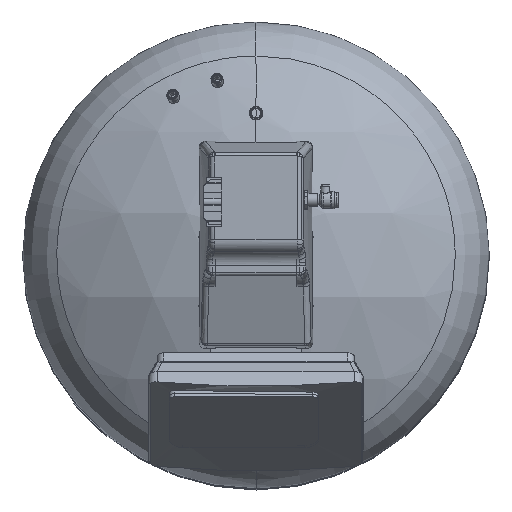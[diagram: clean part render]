
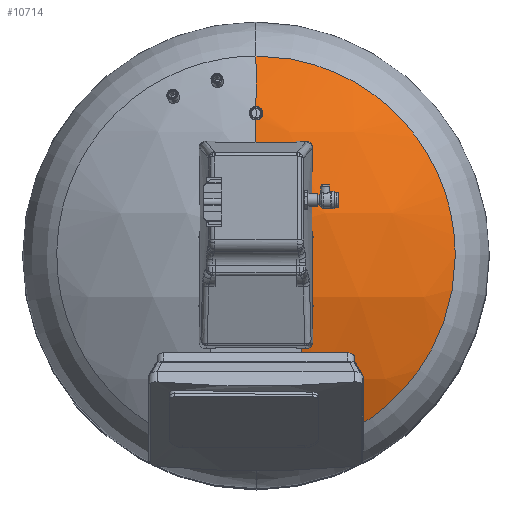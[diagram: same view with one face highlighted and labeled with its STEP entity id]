
A CAD part, top view. The second image highlights one B-rep face of the part: STEP entity #10714.
In plain terms, the highlighted spherical face has radius 594 mm.
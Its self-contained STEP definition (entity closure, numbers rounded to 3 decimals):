
#10327=AXIS2_PLACEMENT_3D('Circle Axis2P3D',#10325,#10326,$) ;
#10334=AXIS2_PLACEMENT_3D('Circle Axis2P3D',#10332,#10333,$) ;
#10660=AXIS2_PLACEMENT_3D('Sphere Axis2P3D',#10657,#10658,#10659) ;
#10201=CARTESIAN_POINT('Vertex',(0.,235.65,1636.257)) ;
#10245=CARTESIAN_POINT('Vertex',(0.,214.35,1644.977)) ;
#10269=CARTESIAN_POINT('Control Point',(0.,214.35,1644.977)) ;
#10270=CARTESIAN_POINT('Control Point',(2.037,214.35,1644.977)) ;
#10271=CARTESIAN_POINT('Control Point',(4.164,214.874,1644.764)) ;
#10272=CARTESIAN_POINT('Control Point',(6.009,215.992,1644.31)) ;
#10273=CARTESIAN_POINT('Control Point',(7.416,217.357,1643.754)) ;
#10274=CARTESIAN_POINT('Vertex',(7.416,217.357,1643.754)) ;
#10278=CARTESIAN_POINT('Control Point',(7.416,217.357,1643.754)) ;
#10279=CARTESIAN_POINT('Control Point',(8.642,218.546,1643.27)) ;
#10280=CARTESIAN_POINT('Control Point',(9.652,220.006,1642.675)) ;
#10281=CARTESIAN_POINT('Control Point',(10.33,221.642,1642.008)) ;
#10282=CARTESIAN_POINT('Control Point',(10.65,223.357,1641.307)) ;
#10283=CARTESIAN_POINT('Control Point',(10.65,225.,1640.634)) ;
#10284=CARTESIAN_POINT('Vertex',(10.65,225.,1640.634)) ;
#10288=CARTESIAN_POINT('Control Point',(10.65,225.,1640.634)) ;
#10289=CARTESIAN_POINT('Control Point',(10.65,227.054,1639.793)) ;
#10290=CARTESIAN_POINT('Control Point',(10.12,229.223,1638.904)) ;
#10291=CARTESIAN_POINT('Control Point',(8.946,231.16,1638.107)) ;
#10292=CARTESIAN_POINT('Control Point',(7.414,232.645,1637.495)) ;
#10293=CARTESIAN_POINT('Vertex',(7.414,232.645,1637.495)) ;
#10297=CARTESIAN_POINT('Control Point',(7.414,232.645,1637.495)) ;
#10298=CARTESIAN_POINT('Control Point',(6.774,233.266,1637.24)) ;
#10299=CARTESIAN_POINT('Control Point',(6.05,233.839,1637.004)) ;
#10300=CARTESIAN_POINT('Control Point',(5.254,234.336,1636.799)) ;
#10301=CARTESIAN_POINT('Control Point',(4.073,234.901,1636.566)) ;
#10302=CARTESIAN_POINT('Control Point',(2.82,235.279,1636.41)) ;
#10303=CARTESIAN_POINT('Control Point',(2.472,235.368,1636.373)) ;
#10304=CARTESIAN_POINT('Control Point',(1.772,235.517,1636.312)) ;
#10305=CARTESIAN_POINT('Control Point',(1.064,235.606,1636.275)) ;
#10306=CARTESIAN_POINT('Control Point',(0.707,235.635,1636.263)) ;
#10307=CARTESIAN_POINT('Control Point',(0.352,235.65,1636.257)) ;
#10308=CARTESIAN_POINT('Control Point',(0.,235.65,1636.257)) ;
#10325=CARTESIAN_POINT('Axis2P3D Location',(0.,0.,1091.)) ;
#10329=CARTESIAN_POINT('Vertex',(0.,-315.931,1594.014)) ;
#10332=CARTESIAN_POINT('Axis2P3D Location',(0.,0.,1091.)) ;
#10336=CARTESIAN_POINT('Vertex',(0.,315.931,1594.014)) ;
#10657=CARTESIAN_POINT('Axis2P3D Location',(0.,0.,1091.)) ;
#10663=CARTESIAN_POINT('Control Point',(315.931,0.,1594.014)) ;
#10664=CARTESIAN_POINT('Control Point',(315.931,-26.128,1594.014)) ;
#10665=CARTESIAN_POINT('Control Point',(313.23,-52.255,1594.014)) ;
#10666=CARTESIAN_POINT('Control Point',(307.825,-78.026,1594.014)) ;
#10667=CARTESIAN_POINT('Control Point',(293.061,-124.006,1594.014)) ;
#10668=CARTESIAN_POINT('Control Point',(270.01,-166.212,1594.014)) ;
#10669=CARTESIAN_POINT('Control Point',(257.875,-184.464,1594.014)) ;
#10670=CARTESIAN_POINT('Control Point',(230.917,-218.263,1594.014)) ;
#10671=CARTESIAN_POINT('Control Point',(199.048,-246.699,1594.014)) ;
#10672=CARTESIAN_POINT('Control Point',(182.244,-259.328,1594.014)) ;
#10673=CARTESIAN_POINT('Control Point',(144.832,-282.902,1594.014)) ;
#10674=CARTESIAN_POINT('Control Point',(104.768,-299.362,1594.014)) ;
#10675=CARTESIAN_POINT('Control Point',(83.073,-306.053,1594.014)) ;
#10676=CARTESIAN_POINT('Control Point',(53.377,-312.422,1594.014)) ;
#10677=CARTESIAN_POINT('Control Point',(23.434,-315.206,1594.014)) ;
#10678=CARTESIAN_POINT('Control Point',(15.626,-315.69,1594.014)) ;
#10679=CARTESIAN_POINT('Control Point',(7.813,-315.931,1594.014)) ;
#10680=CARTESIAN_POINT('Control Point',(0.,-315.931,1594.014)) ;
#10681=CARTESIAN_POINT('Vertex',(315.931,0.,1594.014)) ;
#10685=CARTESIAN_POINT('Control Point',(0.,315.931,1594.014)) ;
#10686=CARTESIAN_POINT('Control Point',(21.587,315.931,1594.014)) ;
#10687=CARTESIAN_POINT('Control Point',(43.174,314.087,1594.014)) ;
#10688=CARTESIAN_POINT('Control Point',(64.656,310.4,1594.014)) ;
#10689=CARTESIAN_POINT('Control Point',(107.188,299.251,1594.014)) ;
#10690=CARTESIAN_POINT('Control Point',(147.97,280.495,1594.014)) ;
#10691=CARTESIAN_POINT('Control Point',(167.734,269.193,1594.014)) ;
#10692=CARTESIAN_POINT('Control Point',(204.116,243.718,1594.014)) ;
#10693=CARTESIAN_POINT('Control Point',(235.981,211.749,1594.014)) ;
#10694=CARTESIAN_POINT('Control Point',(250.06,194.946,1594.014)) ;
#10695=CARTESIAN_POINT('Control Point',(276.611,156.979,1594.014)) ;
#10696=CARTESIAN_POINT('Control Point',(295.943,114.58,1594.014)) ;
#10697=CARTESIAN_POINT('Control Point',(303.919,91.349,1594.014)) ;
#10698=CARTESIAN_POINT('Control Point',(311.623,59.005,1594.014)) ;
#10699=CARTESIAN_POINT('Control Point',(315.034,26.065,1594.014)) ;
#10700=CARTESIAN_POINT('Control Point',(315.632,17.386,1594.014)) ;
#10701=CARTESIAN_POINT('Control Point',(315.931,8.693,1594.014)) ;
#10702=CARTESIAN_POINT('Control Point',(315.931,0.,1594.014)) ;
#10326=DIRECTION('Axis2P3D Direction',(1.,0.,0.)) ;
#10333=DIRECTION('Axis2P3D Direction',(1.,0.,0.)) ;
#10658=DIRECTION('Axis2P3D Direction',(0.,-1.,0.)) ;
#10659=DIRECTION('Axis2P3D XDirection',(1.,0.,0.)) ;
#10705=ORIENTED_EDGE('',*,*,#10338,.T.) ;
#10706=ORIENTED_EDGE('',*,*,#10309,.F.) ;
#10707=ORIENTED_EDGE('',*,*,#10295,.F.) ;
#10708=ORIENTED_EDGE('',*,*,#10286,.F.) ;
#10709=ORIENTED_EDGE('',*,*,#10276,.F.) ;
#10710=ORIENTED_EDGE('',*,*,#10331,.T.) ;
#10711=ORIENTED_EDGE('',*,*,#10683,.F.) ;
#10712=ORIENTED_EDGE('',*,*,#10703,.F.) ;
#10714=ADVANCED_FACE('909',(#10713),#10661,.T.) ;
#10268=B_SPLINE_CURVE_WITH_KNOTS('',4,(#10269,#10270,#10271,#10272,#10273),.UNSPECIFIED.,.F.,.U.,(5,5),(0.,11.783),.UNSPECIFIED.) ;
#10277=B_SPLINE_CURVE_WITH_KNOTS('',5,(#10278,#10279,#10280,#10281,#10282,#10283),.UNSPECIFIED.,.F.,.U.,(6,6),(0.,12.835),.UNSPECIFIED.) ;
#10287=B_SPLINE_CURVE_WITH_KNOTS('',4,(#10288,#10289,#10290,#10291,#10292),.UNSPECIFIED.,.F.,.U.,(5,5),(0.,12.838),.UNSPECIFIED.) ;
#10296=B_SPLINE_CURVE_WITH_KNOTS('',5,(#10297,#10298,#10299,#10300,#10301,#10302,#10303,#10304,#10305,#10306,#10307,#10308),.UNSPECIFIED.,.F.,.U.,(6,3,3,6),(0.,6.706,9.254,11.802),.UNSPECIFIED.) ;
#10662=B_SPLINE_CURVE_WITH_KNOTS('',5,(#10663,#10664,#10665,#10666,#10667,#10668,#10669,#10670,#10671,#10672,#10673,#10674,#10675,#10676,#10677,#10678,#10679,#10680),.UNSPECIFIED.,.F.,.U.,(6,3,3,3,3,6),(0.,184.751,339.683,492.045,663.749,724.199),.UNSPECIFIED.) ;
#10684=B_SPLINE_CURVE_WITH_KNOTS('',5,(#10685,#10686,#10687,#10688,#10689,#10690,#10691,#10692,#10693,#10694,#10695,#10696,#10697,#10698,#10699,#10700,#10701,#10702),.UNSPECIFIED.,.F.,.U.,(6,3,3,3,3,6),(0.,167.019,334.403,490.177,662.738,724.206),.UNSPECIFIED.) ;
#10328=CIRCLE('generated circle',#10327,594.) ;
#10335=CIRCLE('generated circle',#10334,594.) ;
#10276=EDGE_CURVE('',#10246,#10275,#10268,.T.) ;
#10286=EDGE_CURVE('',#10275,#10285,#10277,.T.) ;
#10295=EDGE_CURVE('',#10285,#10294,#10287,.T.) ;
#10309=EDGE_CURVE('',#10294,#10202,#10296,.T.) ;
#10331=EDGE_CURVE('',#10246,#10330,#10328,.T.) ;
#10338=EDGE_CURVE('',#10337,#10202,#10335,.T.) ;
#10683=EDGE_CURVE('',#10682,#10330,#10662,.T.) ;
#10703=EDGE_CURVE('',#10337,#10682,#10684,.T.) ;
#10704=EDGE_LOOP('',(#10705,#10706,#10707,#10708,#10709,#10710,#10711,#10712)) ;
#10713=FACE_OUTER_BOUND('',#10704,.T.) ;
#10661=SPHERICAL_SURFACE('',#10660,594.) ;
#10202=VERTEX_POINT('',#10201) ;
#10246=VERTEX_POINT('',#10245) ;
#10275=VERTEX_POINT('',#10274) ;
#10285=VERTEX_POINT('',#10284) ;
#10294=VERTEX_POINT('',#10293) ;
#10330=VERTEX_POINT('',#10329) ;
#10337=VERTEX_POINT('',#10336) ;
#10682=VERTEX_POINT('',#10681) ;
